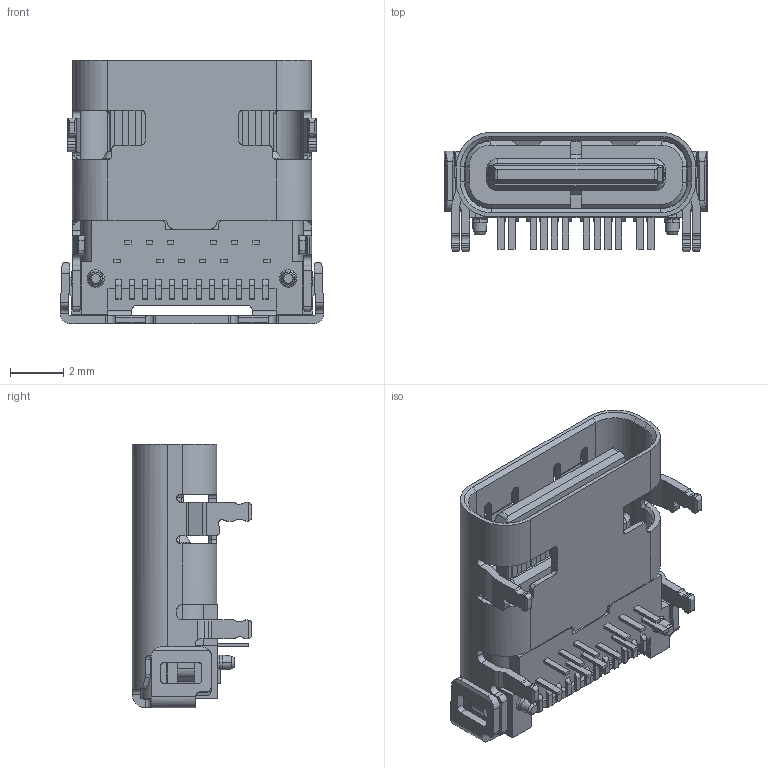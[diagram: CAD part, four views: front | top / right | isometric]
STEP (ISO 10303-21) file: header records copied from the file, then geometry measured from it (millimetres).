
FILE_DESCRIPTION (( 'STEP AP214' ), '1' );
FILE_NAME ('USB4056-03-A.STEP', '2022-12-07T19:33:53', ( '' ), ( '' ), 'SwSTEP 2.0', 'SolidWorks 2017', '' );
FILE_SCHEMA (( 'AUTOMOTIVE_DESIGN' ));
Length unit declared in the file: millimetre
Products named in the file (2): NONE_10; USB4056-03-A
Assembly tree (1 placements, depth 2):
  USB4056-03-A
    NONE_10
Bounding box: 9.85 x 4.46 x 9.87 mm (x, y, z)
Volume: 160.3 mm3; surface area: 622.4 mm2
Topology: 1 solids, 1 shells, 897 faces, 2533 edges, 1635 vertices
Faces by surface type: plane 569, cylinder 270, cone 38, torus 12, bspline 8
Entity records: 35445 total; most frequent: CARTESIAN_POINT 8396, ORIENTED_EDGE 5066, DIRECTION 3804, EDGE_CURVE 2533, VERTEX_POINT 1635, LINE 1568, VECTOR 1568, AXIS2_PLACEMENT_3D 1118
